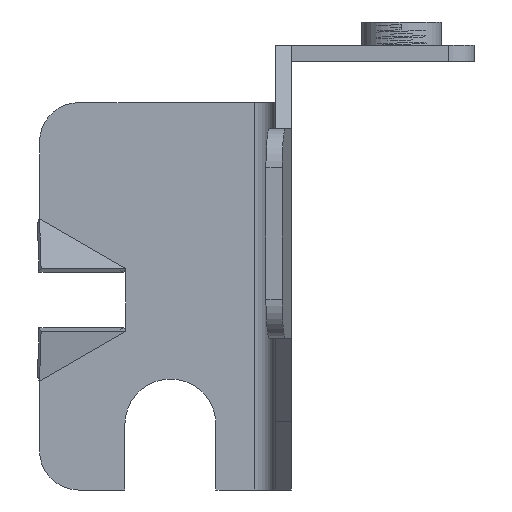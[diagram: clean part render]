
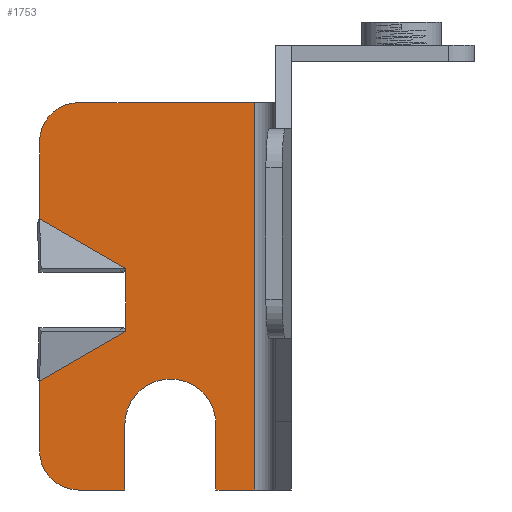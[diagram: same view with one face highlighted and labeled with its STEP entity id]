
A CAD part, left-side view. The second image highlights one B-rep face of the part: STEP entity #1753.
In plain terms, the highlighted planar face has unit normal (-1, 0, 0).
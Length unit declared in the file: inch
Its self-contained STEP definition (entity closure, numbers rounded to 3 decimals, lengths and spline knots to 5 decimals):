
#48=PLANE('',#1900);
#132=FACE_OUTER_BOUND('',#239,.T.);
#239=EDGE_LOOP('',(#1391,#1392,#1393,#1394,#1395,#1396,#1397,#1398,#1399,
#1400,#1401,#1402,#1403,#1404));
#343=CIRCLE('',#1901,0.075);
#344=CIRCLE('',#1902,0.087);
#345=CIRCLE('',#1903,0.075);
#423=LINE('',#3216,#609);
#429=LINE('',#3229,#615);
#495=LINE('',#3372,#681);
#498=LINE('',#3378,#684);
#499=LINE('',#3382,#685);
#500=LINE('',#3384,#686);
#501=LINE('',#3386,#687);
#502=LINE('',#3388,#688);
#503=LINE('',#3391,#689);
#504=LINE('',#3393,#690);
#505=LINE('',#3394,#691);
#609=VECTOR('',#2108,39.37008);
#615=VECTOR('',#2116,39.37008);
#681=VECTOR('',#2228,39.37008);
#684=VECTOR('',#2235,39.37008);
#685=VECTOR('',#2238,39.37008);
#686=VECTOR('',#2239,39.37008);
#687=VECTOR('',#2240,39.37008);
#688=VECTOR('',#2241,39.37008);
#689=VECTOR('',#2244,39.37008);
#690=VECTOR('',#2245,39.37008);
#691=VECTOR('',#2246,39.37008);
#818=VERTEX_POINT('',#3214);
#819=VERTEX_POINT('',#3215);
#824=VERTEX_POINT('',#3226);
#825=VERTEX_POINT('',#3228);
#878=VERTEX_POINT('',#3370);
#879=VERTEX_POINT('',#3371);
#880=VERTEX_POINT('',#3377);
#881=VERTEX_POINT('',#3379);
#882=VERTEX_POINT('',#3381);
#883=VERTEX_POINT('',#3383);
#884=VERTEX_POINT('',#3385);
#885=VERTEX_POINT('',#3387);
#886=VERTEX_POINT('',#3390);
#887=VERTEX_POINT('',#3392);
#995=EDGE_CURVE('',#818,#819,#423,.T.);
#1001=EDGE_CURVE('',#825,#824,#429,.T.);
#1078=EDGE_CURVE('',#878,#879,#495,.T.);
#1081=EDGE_CURVE('',#824,#818,#343,.T.);
#1082=EDGE_CURVE('',#819,#880,#498,.T.);
#1083=EDGE_CURVE('',#880,#881,#344,.T.);
#1084=EDGE_CURVE('',#881,#882,#499,.T.);
#1085=EDGE_CURVE('',#882,#883,#500,.T.);
#1086=EDGE_CURVE('',#884,#883,#501,.T.);
#1087=EDGE_CURVE('',#885,#884,#502,.T.);
#1088=EDGE_CURVE('',#885,#878,#345,.T.);
#1089=EDGE_CURVE('',#879,#886,#503,.T.);
#1090=EDGE_CURVE('',#886,#887,#504,.T.);
#1091=EDGE_CURVE('',#887,#825,#505,.T.);
#1391=ORIENTED_EDGE('',*,*,#1001,.T.);
#1392=ORIENTED_EDGE('',*,*,#1081,.T.);
#1393=ORIENTED_EDGE('',*,*,#995,.T.);
#1394=ORIENTED_EDGE('',*,*,#1082,.T.);
#1395=ORIENTED_EDGE('',*,*,#1083,.T.);
#1396=ORIENTED_EDGE('',*,*,#1084,.T.);
#1397=ORIENTED_EDGE('',*,*,#1085,.T.);
#1398=ORIENTED_EDGE('',*,*,#1086,.F.);
#1399=ORIENTED_EDGE('',*,*,#1087,.F.);
#1400=ORIENTED_EDGE('',*,*,#1088,.T.);
#1401=ORIENTED_EDGE('',*,*,#1078,.T.);
#1402=ORIENTED_EDGE('',*,*,#1089,.T.);
#1403=ORIENTED_EDGE('',*,*,#1090,.T.);
#1404=ORIENTED_EDGE('',*,*,#1091,.T.);
#1753=ADVANCED_FACE('',(#132),#48,.F.);
#1900=AXIS2_PLACEMENT_3D('',#3375,#2231,#2232);
#1901=AXIS2_PLACEMENT_3D('',#3376,#2233,#2234);
#1902=AXIS2_PLACEMENT_3D('',#3380,#2236,#2237);
#1903=AXIS2_PLACEMENT_3D('',#3389,#2242,#2243);
#2108=DIRECTION('',(0.,-1.,0.));
#2116=DIRECTION('',(0.,0.,-1.));
#2228=DIRECTION('',(0.,0.,-1.));
#2231=DIRECTION('center_axis',(1.,0.,0.));
#2232=DIRECTION('ref_axis',(0.,0.,-1.));
#2233=DIRECTION('center_axis',(-1.,0.,0.));
#2234=DIRECTION('ref_axis',(0.,0.,-1.));
#2235=DIRECTION('',(0.,0.,1.));
#2236=DIRECTION('center_axis',(1.,0.,0.));
#2237=DIRECTION('ref_axis',(0.,0.,-1.));
#2238=DIRECTION('',(0.,0.,-1.));
#2239=DIRECTION('',(0.,-1.,0.));
#2240=DIRECTION('',(0.,0.,-1.));
#2241=DIRECTION('',(0.,-1.,0.));
#2242=DIRECTION('center_axis',(-1.,0.,0.));
#2243=DIRECTION('ref_axis',(0.,0.,-1.));
#2244=DIRECTION('',(0.,-0.866,-0.5));
#2245=DIRECTION('',(0.,0.,-1.));
#2246=DIRECTION('',(0.,0.866,-0.5));
#3214=CARTESIAN_POINT('',(0.,0.375,0.));
#3215=CARTESIAN_POINT('',(0.,0.287,0.));
#3216=CARTESIAN_POINT('',(0.,0.039,0.));
#3226=CARTESIAN_POINT('',(0.,0.45,0.075));
#3228=CARTESIAN_POINT('',(0.,0.45,0.20774));
#3229=CARTESIAN_POINT('',(0.,0.45,0.85));
#3370=CARTESIAN_POINT('',(0.,0.45,0.665));
#3371=CARTESIAN_POINT('',(0.,0.45,0.51826));
#3372=CARTESIAN_POINT('',(0.,0.45,0.85));
#3375=CARTESIAN_POINT('Origin',(0.,0.039,0.85));
#3376=CARTESIAN_POINT('Origin',(0.,0.375,0.075));
#3377=CARTESIAN_POINT('',(0.,0.287,0.125));
#3378=CARTESIAN_POINT('',(0.,0.287,0.125));
#3379=CARTESIAN_POINT('',(0.,0.113,0.125));
#3380=CARTESIAN_POINT('Origin',(0.,0.2,0.125));
#3381=CARTESIAN_POINT('',(0.,0.113,0.));
#3382=CARTESIAN_POINT('',(0.,0.113,0.125));
#3383=CARTESIAN_POINT('',(0.,0.039,0.));
#3384=CARTESIAN_POINT('',(0.,0.039,0.));
#3385=CARTESIAN_POINT('',(0.,0.039,0.74));
#3386=CARTESIAN_POINT('',(0.,0.039,0.85));
#3387=CARTESIAN_POINT('',(0.,0.375,0.74));
#3388=CARTESIAN_POINT('',(0.,0.039,0.74));
#3389=CARTESIAN_POINT('Origin',(0.,0.375,0.665));
#3390=CARTESIAN_POINT('',(0.,0.285,0.423));
#3391=CARTESIAN_POINT('',(0.,0.45,0.51826));
#3392=CARTESIAN_POINT('',(0.,0.285,0.303));
#3393=CARTESIAN_POINT('',(0.,0.285,0.423));
#3394=CARTESIAN_POINT('',(0.,0.45,0.20774));
